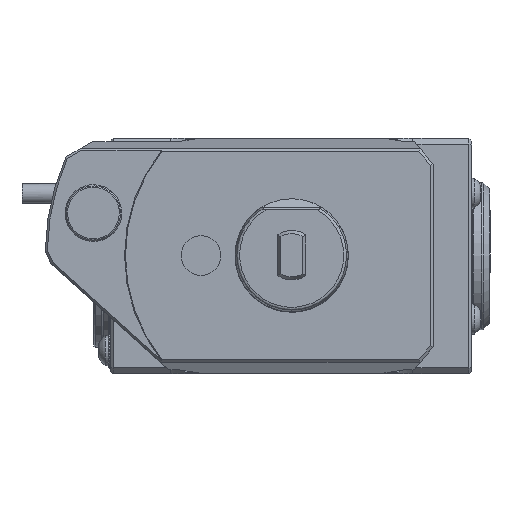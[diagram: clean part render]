
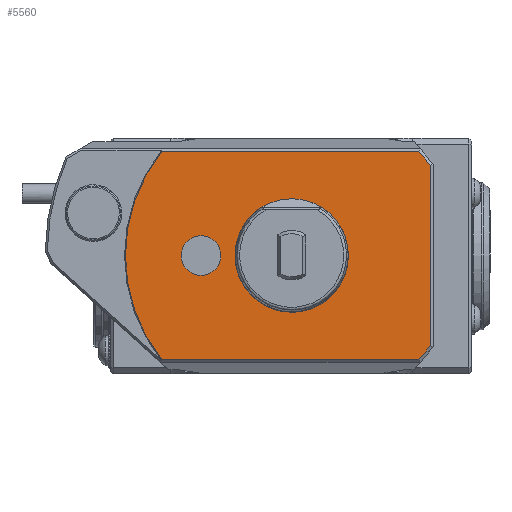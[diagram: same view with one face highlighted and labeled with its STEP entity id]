
A CAD part, top view. The second image highlights one B-rep face of the part: STEP entity #5560.
In plain terms, the highlighted planar face has unit normal (0, 0, 1).
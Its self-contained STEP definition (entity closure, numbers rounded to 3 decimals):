
#254=LINE('',#9315,#621);
#276=LINE('',#9384,#643);
#277=LINE('',#9386,#644);
#278=LINE('',#9387,#645);
#279=LINE('',#9389,#646);
#621=VECTOR('',#7223,1000.);
#643=VECTOR('',#7269,1000.);
#644=VECTOR('',#7270,1000.);
#645=VECTOR('',#7271,1000.);
#646=VECTOR('',#7272,1000.);
#1898=ORIENTED_EDGE('',*,*,#3082,.T.);
#1899=ORIENTED_EDGE('',*,*,#3083,.T.);
#1900=ORIENTED_EDGE('',*,*,#3053,.T.);
#1901=ORIENTED_EDGE('',*,*,#3084,.T.);
#1902=ORIENTED_EDGE('',*,*,#3085,.F.);
#1903=ORIENTED_EDGE('',*,*,#3075,.F.);
#1904=ORIENTED_EDGE('',*,*,#3031,.T.);
#1905=ORIENTED_EDGE('',*,*,#3030,.T.);
#3030=EDGE_CURVE('',#3700,#3700,#4075,.F.);
#3031=EDGE_CURVE('',#3701,#3701,#4076,.T.);
#3053=EDGE_CURVE('',#3722,#3721,#254,.T.);
#3075=EDGE_CURVE('',#3735,#3737,#4088,.T.);
#3082=EDGE_CURVE('',#3735,#3741,#276,.T.);
#3083=EDGE_CURVE('',#3741,#3722,#277,.F.);
#3084=EDGE_CURVE('',#3721,#3742,#278,.F.);
#3085=EDGE_CURVE('',#3737,#3742,#279,.T.);
#3700=VERTEX_POINT('',#9248);
#3701=VERTEX_POINT('',#9251);
#3721=VERTEX_POINT('',#9314);
#3722=VERTEX_POINT('',#9316);
#3735=VERTEX_POINT('',#9366);
#3737=VERTEX_POINT('',#9369);
#3741=VERTEX_POINT('',#9385);
#3742=VERTEX_POINT('',#9388);
#4075=CIRCLE('',#6050,19.734);
#4076=CIRCLE('',#6052,7.);
#4088=CIRCLE('',#6081,58.7);
#4461=EDGE_LOOP('',(#1898,#1899,#1900,#1901,#1902,#1903));
#4462=EDGE_LOOP('',(#1904));
#4463=EDGE_LOOP('',(#1905));
#4938=FACE_BOUND('',#4461,.T.);
#4939=FACE_BOUND('',#4462,.T.);
#4940=FACE_BOUND('',#4463,.T.);
#5272=PLANE('',#6084);
#5560=ADVANCED_FACE('',(#4938,#4939,#4940),#5272,.F.);
#6050=AXIS2_PLACEMENT_3D('',#9247,#7170,#7171);
#6052=AXIS2_PLACEMENT_3D('',#9250,#7174,#7175);
#6081=AXIS2_PLACEMENT_3D('',#9368,#7257,#7258);
#6084=AXIS2_PLACEMENT_3D('',#9383,#7267,#7268);
#7170=DIRECTION('',(0.,0.,1.));
#7171=DIRECTION('',(1.,0.,0.));
#7174=DIRECTION('',(0.,0.,-1.));
#7175=DIRECTION('',(-1.,0.,0.));
#7223=DIRECTION('',(0.,1.,0.));
#7257=DIRECTION('',(0.,0.,-1.));
#7258=DIRECTION('',(-1.,0.,0.));
#7267=DIRECTION('',(0.,0.,-1.));
#7268=DIRECTION('',(-1.,0.,0.));
#7269=DIRECTION('',(1.,0.,0.));
#7270=DIRECTION('',(-0.643,-0.766,0.));
#7271=DIRECTION('',(0.643,-0.766,0.));
#7272=DIRECTION('',(1.,0.,0.));
#9247=CARTESIAN_POINT('',(0.,0.,0.));
#9248=CARTESIAN_POINT('',(19.734,0.,0.));
#9250=CARTESIAN_POINT('',(-32.,0.,0.));
#9251=CARTESIAN_POINT('',(-39.,0.,0.));
#9314=CARTESIAN_POINT('',(49.,31.836,0.));
#9315=CARTESIAN_POINT('',(49.,0.,0.));
#9316=CARTESIAN_POINT('',(49.,-31.836,0.));
#9366=CARTESIAN_POINT('',(-45.813,-36.7,0.));
#9368=CARTESIAN_POINT('',(0.,0.,0.));
#9369=CARTESIAN_POINT('',(-45.813,36.7,0.));
#9383=CARTESIAN_POINT('',(-20.,0.,0.));
#9384=CARTESIAN_POINT('',(-218.134,-36.7,0.));
#9385=CARTESIAN_POINT('',(44.919,-36.7,0.));
#9386=CARTESIAN_POINT('',(61.326,-17.147,0.));
#9387=CARTESIAN_POINT('',(61.326,17.147,0.));
#9388=CARTESIAN_POINT('',(44.919,36.7,0.));
#9389=CARTESIAN_POINT('',(-218.134,36.7,0.));
